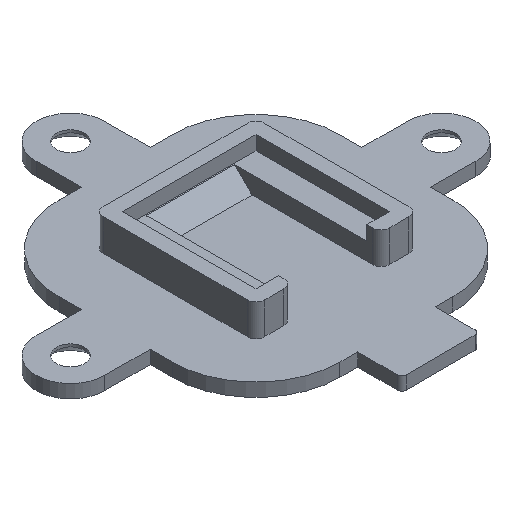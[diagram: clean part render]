
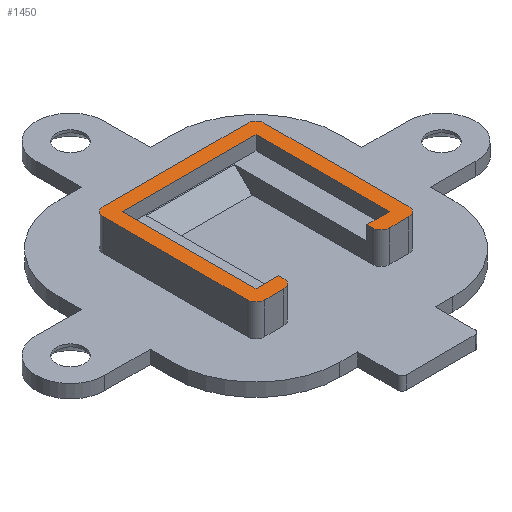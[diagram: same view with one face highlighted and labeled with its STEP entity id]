
A CAD part, isometric view. The second image highlights one B-rep face of the part: STEP entity #1450.
In plain terms, the highlighted planar face has unit normal (0, 0, 1).
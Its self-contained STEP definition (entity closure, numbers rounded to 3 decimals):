
#1259=CARTESIAN_POINT('',(294.471,175.312,30.3));
#1260=VERTEX_POINT('',#1259);
#1261=CARTESIAN_POINT('',(296.621,175.312,30.3));
#1262=VERTEX_POINT('',#1261);
#1263=CARTESIAN_POINT('',(294.471,175.312,30.3));
#1264=DIRECTION('',(1.,-0.,-0.));
#1265=VECTOR('',#1264,2.15);
#1266=LINE('',#1263,#1265);
#1267=EDGE_CURVE('',#1260,#1262,#1266,.T.);
#1291=CARTESIAN_POINT('',(297.621,176.312,30.3));
#1292=VERTEX_POINT('',#1291);
#1299=CARTESIAN_POINT('',(296.621,176.312,30.3));
#1300=DIRECTION('',(-0.,0.,1.));
#1301=DIRECTION('',(0.,1.,-0.));
#1302=AXIS2_PLACEMENT_3D('',#1299,#1300,#1301);
#1303=CIRCLE('',#1302,1.);
#1304=EDGE_CURVE('',#1262,#1292,#1303,.T.);
#1310=CARTESIAN_POINT('',(288.471,184.462,30.3));
#1311=DIRECTION('',(0.,0.,1.));
#1312=DIRECTION('',(0.,1.,-0.));
#1313=AXIS2_PLACEMENT_3D('',#1310,#1311,#1312);
#1314=PLANE('',#1313);
#1315=CARTESIAN_POINT('',(280.321,175.312,30.3));
#1316=VERTEX_POINT('',#1315);
#1317=CARTESIAN_POINT('',(282.471,175.312,30.3));
#1318=VERTEX_POINT('',#1317);
#1319=CARTESIAN_POINT('',(280.321,175.312,30.3));
#1320=DIRECTION('',(1.,-0.,-0.));
#1321=VECTOR('',#1320,2.15);
#1322=LINE('',#1319,#1321);
#1323=EDGE_CURVE('',#1316,#1318,#1322,.T.);
#1324=ORIENTED_EDGE('',*,*,#1323,.T.);
#1325=CARTESIAN_POINT('',(283.471,176.312,30.3));
#1326=VERTEX_POINT('',#1325);
#1327=CARTESIAN_POINT('',(282.471,176.312,30.3));
#1328=DIRECTION('',(-0.,0.,1.));
#1329=DIRECTION('',(0.,1.,-0.));
#1330=AXIS2_PLACEMENT_3D('',#1327,#1328,#1329);
#1331=CIRCLE('',#1330,1.);
#1332=EDGE_CURVE('',#1318,#1326,#1331,.T.);
#1333=ORIENTED_EDGE('',*,*,#1332,.T.);
#1334=CARTESIAN_POINT('',(283.471,176.912,30.3));
#1335=VERTEX_POINT('',#1334);
#1336=CARTESIAN_POINT('',(283.471,176.312,30.3));
#1337=DIRECTION('',(0.,1.,-0.));
#1338=VECTOR('',#1337,0.6);
#1339=LINE('',#1336,#1338);
#1340=EDGE_CURVE('',#1326,#1335,#1339,.T.);
#1341=ORIENTED_EDGE('',*,*,#1340,.T.);
#1342=CARTESIAN_POINT('',(280.921,176.912,30.3));
#1343=VERTEX_POINT('',#1342);
#1344=CARTESIAN_POINT('',(283.471,176.912,30.3));
#1345=DIRECTION('',(-1.,0.,0.));
#1346=VECTOR('',#1345,2.55);
#1347=LINE('',#1344,#1346);
#1348=EDGE_CURVE('',#1335,#1343,#1347,.T.);
#1349=ORIENTED_EDGE('',*,*,#1348,.T.);
#1350=CARTESIAN_POINT('',(280.921,192.012,30.3));
#1351=VERTEX_POINT('',#1350);
#1352=CARTESIAN_POINT('',(280.921,176.912,30.3));
#1353=DIRECTION('',(0.,1.,-0.));
#1354=VECTOR('',#1353,15.1);
#1355=LINE('',#1352,#1354);
#1356=EDGE_CURVE('',#1343,#1351,#1355,.T.);
#1357=ORIENTED_EDGE('',*,*,#1356,.T.);
#1358=CARTESIAN_POINT('',(296.021,192.012,30.3));
#1359=VERTEX_POINT('',#1358);
#1360=CARTESIAN_POINT('',(280.921,192.012,30.3));
#1361=DIRECTION('',(1.,-0.,-0.));
#1362=VECTOR('',#1361,15.1);
#1363=LINE('',#1360,#1362);
#1364=EDGE_CURVE('',#1351,#1359,#1363,.T.);
#1365=ORIENTED_EDGE('',*,*,#1364,.T.);
#1366=CARTESIAN_POINT('',(296.021,176.912,30.3));
#1367=VERTEX_POINT('',#1366);
#1368=CARTESIAN_POINT('',(296.021,192.012,30.3));
#1369=DIRECTION('',(-0.,-1.,0.));
#1370=VECTOR('',#1369,15.1);
#1371=LINE('',#1368,#1370);
#1372=EDGE_CURVE('',#1359,#1367,#1371,.T.);
#1373=ORIENTED_EDGE('',*,*,#1372,.T.);
#1374=CARTESIAN_POINT('',(293.471,176.912,30.3));
#1375=VERTEX_POINT('',#1374);
#1376=CARTESIAN_POINT('',(296.021,176.912,30.3));
#1377=DIRECTION('',(-1.,0.,0.));
#1378=VECTOR('',#1377,2.55);
#1379=LINE('',#1376,#1378);
#1380=EDGE_CURVE('',#1367,#1375,#1379,.T.);
#1381=ORIENTED_EDGE('',*,*,#1380,.T.);
#1382=CARTESIAN_POINT('',(293.471,176.312,30.3));
#1383=VERTEX_POINT('',#1382);
#1384=CARTESIAN_POINT('',(293.471,176.912,30.3));
#1385=DIRECTION('',(-0.,-1.,0.));
#1386=VECTOR('',#1385,0.6);
#1387=LINE('',#1384,#1386);
#1388=EDGE_CURVE('',#1375,#1383,#1387,.T.);
#1389=ORIENTED_EDGE('',*,*,#1388,.T.);
#1390=CARTESIAN_POINT('',(294.471,176.312,30.3));
#1391=DIRECTION('',(-0.,0.,1.));
#1392=DIRECTION('',(0.,1.,-0.));
#1393=AXIS2_PLACEMENT_3D('',#1390,#1391,#1392);
#1394=CIRCLE('',#1393,1.);
#1395=EDGE_CURVE('',#1383,#1260,#1394,.T.);
#1396=ORIENTED_EDGE('',*,*,#1395,.T.);
#1397=ORIENTED_EDGE('',*,*,#1267,.T.);
#1398=ORIENTED_EDGE('',*,*,#1304,.T.);
#1399=CARTESIAN_POINT('',(297.621,192.612,30.3));
#1400=VERTEX_POINT('',#1399);
#1401=CARTESIAN_POINT('',(297.621,176.312,30.3));
#1402=DIRECTION('',(0.,1.,-0.));
#1403=VECTOR('',#1402,16.3);
#1404=LINE('',#1401,#1403);
#1405=EDGE_CURVE('',#1292,#1400,#1404,.T.);
#1406=ORIENTED_EDGE('',*,*,#1405,.T.);
#1407=CARTESIAN_POINT('',(296.621,193.612,30.3));
#1408=VERTEX_POINT('',#1407);
#1409=CARTESIAN_POINT('',(296.621,192.612,30.3));
#1410=DIRECTION('',(-0.,0.,1.));
#1411=DIRECTION('',(0.,1.,-0.));
#1412=AXIS2_PLACEMENT_3D('',#1409,#1410,#1411);
#1413=CIRCLE('',#1412,1.);
#1414=EDGE_CURVE('',#1400,#1408,#1413,.T.);
#1415=ORIENTED_EDGE('',*,*,#1414,.T.);
#1416=CARTESIAN_POINT('',(280.321,193.612,30.3));
#1417=VERTEX_POINT('',#1416);
#1418=CARTESIAN_POINT('',(296.621,193.612,30.3));
#1419=DIRECTION('',(-1.,0.,0.));
#1420=VECTOR('',#1419,16.3);
#1421=LINE('',#1418,#1420);
#1422=EDGE_CURVE('',#1408,#1417,#1421,.T.);
#1423=ORIENTED_EDGE('',*,*,#1422,.T.);
#1424=CARTESIAN_POINT('',(279.321,192.612,30.3));
#1425=VERTEX_POINT('',#1424);
#1426=CARTESIAN_POINT('',(280.321,192.612,30.3));
#1427=DIRECTION('',(-0.,0.,1.));
#1428=DIRECTION('',(0.,1.,-0.));
#1429=AXIS2_PLACEMENT_3D('',#1426,#1427,#1428);
#1430=CIRCLE('',#1429,1.);
#1431=EDGE_CURVE('',#1417,#1425,#1430,.T.);
#1432=ORIENTED_EDGE('',*,*,#1431,.T.);
#1433=CARTESIAN_POINT('',(279.321,176.312,30.3));
#1434=VERTEX_POINT('',#1433);
#1435=CARTESIAN_POINT('',(279.321,192.612,30.3));
#1436=DIRECTION('',(-0.,-1.,0.));
#1437=VECTOR('',#1436,16.3);
#1438=LINE('',#1435,#1437);
#1439=EDGE_CURVE('',#1425,#1434,#1438,.T.);
#1440=ORIENTED_EDGE('',*,*,#1439,.T.);
#1441=CARTESIAN_POINT('',(280.321,176.312,30.3));
#1442=DIRECTION('',(-0.,0.,1.));
#1443=DIRECTION('',(0.,1.,-0.));
#1444=AXIS2_PLACEMENT_3D('',#1441,#1442,#1443);
#1445=CIRCLE('',#1444,1.);
#1446=EDGE_CURVE('',#1434,#1316,#1445,.T.);
#1447=ORIENTED_EDGE('',*,*,#1446,.T.);
#1448=EDGE_LOOP('',(#1324,#1333,#1341,#1349,#1357,#1365,#1373,#1381,#1389,#1396,#1397,#1398,#1406,#1415,#1423,#1432,#1440,#1447));
#1449=FACE_BOUND('',#1448,.T.);
#1450=ADVANCED_FACE('',(#1449),#1314,.T.);
